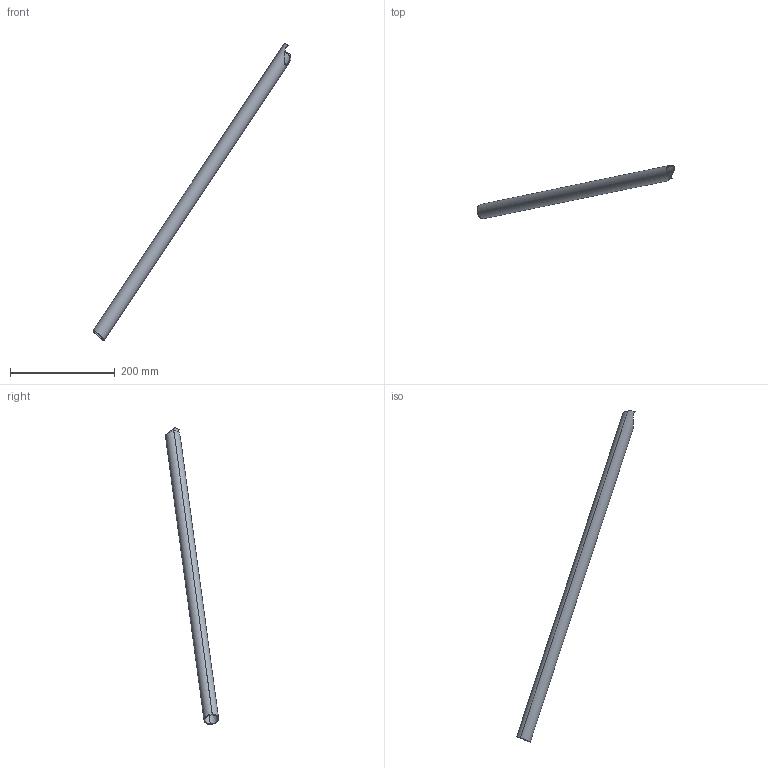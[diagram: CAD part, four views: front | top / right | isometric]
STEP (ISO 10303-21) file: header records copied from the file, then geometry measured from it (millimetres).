
FILE_DESCRIPTION(('CATIA V5 STEP Exchange'),'2;1');
FILE_NAME('66.stp','2023-02-21T15:36:00+00:00',('none'),('none'),'CATIA Version 5 Release 19 SP 2 (IN-10)','CATIA V5 STEP AP203','none');
FILE_SCHEMA(('CONFIG_CONTROL_DESIGN'));
Length unit declared in the file: millimetre
Products named in the file (1): Shape_609
Bounding box: 378.2 x 101.39 x 567.09 mm (x, y, z)
Volume: 81054.6 mm3; surface area: 108503.2 mm2
Topology: 1 solids, 1 shells, 8 faces, 23 edges, 16 vertices
Faces by surface type: cylinder 4, plane 2, bspline 2
Entity records: 1631 total; most frequent: CARTESIAN_POINT 1412, ORIENTED_EDGE 46, EDGE_CURVE 23, DIRECTION 19, VERTEX_POINT 16, B_SPLINE_CURVE_WITH_KNOTS 14, EDGE_LOOP 9, AXIS2_PLACEMENT_3D 8
